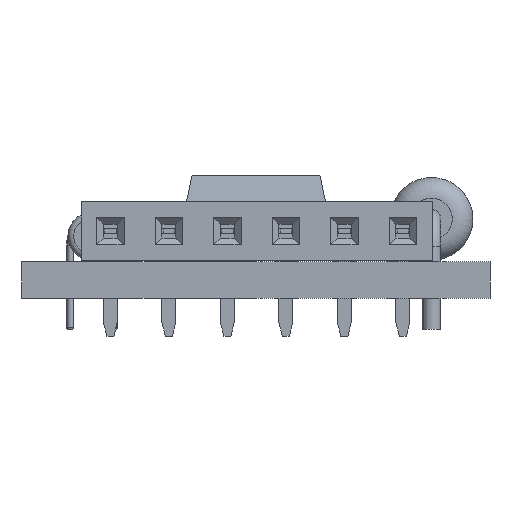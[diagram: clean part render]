
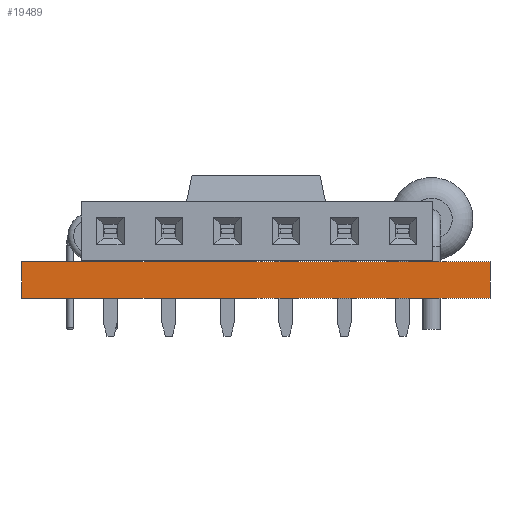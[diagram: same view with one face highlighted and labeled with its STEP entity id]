
A CAD part, front view. The second image highlights one B-rep face of the part: STEP entity #19489.
In plain terms, the highlighted planar face has unit normal (0, -1, 0).
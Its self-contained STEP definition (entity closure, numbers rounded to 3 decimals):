
#19489 = ADVANCED_FACE('',(#19490),#19524,.T.);
#19490 = FACE_BOUND('',#19491,.T.);
#19491 = EDGE_LOOP('',(#19492,#19502,#19510,#19518));
#19492 = ORIENTED_EDGE('',*,*,#19493,.T.);
#19493 = EDGE_CURVE('',#19494,#19496,#19498,.T.);
#19494 = VERTEX_POINT('',#19495);
#19495 = CARTESIAN_POINT('',(10.16,-20.32,0.));
#19496 = VERTEX_POINT('',#19497);
#19497 = CARTESIAN_POINT('',(10.16,-20.32,1.6));
#19498 = LINE('',#19499,#19500);
#19499 = CARTESIAN_POINT('',(10.16,-20.32,0.));
#19500 = VECTOR('',#19501,1.);
#19501 = DIRECTION('',(0.,0.,1.));
#19502 = ORIENTED_EDGE('',*,*,#19503,.T.);
#19503 = EDGE_CURVE('',#19496,#19504,#19506,.T.);
#19504 = VERTEX_POINT('',#19505);
#19505 = CARTESIAN_POINT('',(-10.16,-20.32,1.6));
#19506 = LINE('',#19507,#19508);
#19507 = CARTESIAN_POINT('',(10.16,-20.32,1.6));
#19508 = VECTOR('',#19509,1.);
#19509 = DIRECTION('',(-1.,0.,0.));
#19510 = ORIENTED_EDGE('',*,*,#19511,.F.);
#19511 = EDGE_CURVE('',#19512,#19504,#19514,.T.);
#19512 = VERTEX_POINT('',#19513);
#19513 = CARTESIAN_POINT('',(-10.16,-20.32,0.));
#19514 = LINE('',#19515,#19516);
#19515 = CARTESIAN_POINT('',(-10.16,-20.32,0.));
#19516 = VECTOR('',#19517,1.);
#19517 = DIRECTION('',(0.,0.,1.));
#19518 = ORIENTED_EDGE('',*,*,#19519,.F.);
#19519 = EDGE_CURVE('',#19494,#19512,#19520,.T.);
#19520 = LINE('',#19521,#19522);
#19521 = CARTESIAN_POINT('',(10.16,-20.32,0.));
#19522 = VECTOR('',#19523,1.);
#19523 = DIRECTION('',(-1.,0.,0.));
#19524 = PLANE('',#19525);
#19525 = AXIS2_PLACEMENT_3D('',#19526,#19527,#19528);
#19526 = CARTESIAN_POINT('',(10.16,-20.32,0.));
#19527 = DIRECTION('',(0.,-1.,0.));
#19528 = DIRECTION('',(-1.,0.,0.));
